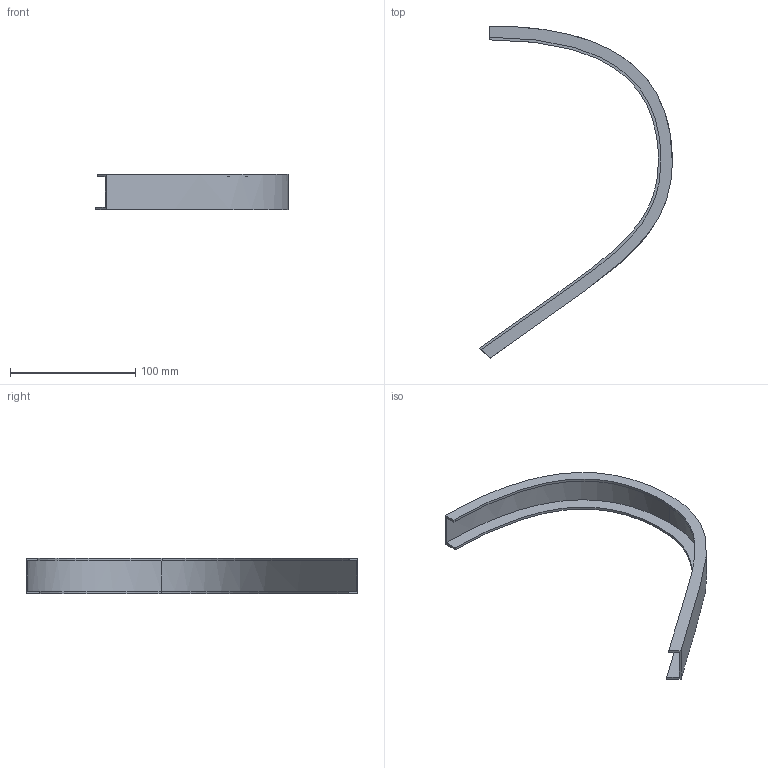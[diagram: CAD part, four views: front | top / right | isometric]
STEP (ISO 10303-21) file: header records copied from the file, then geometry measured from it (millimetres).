
FILE_DESCRIPTION (( 'STEP AP203' ), '1' );
FILE_NAME ('EAR-Support_LED_P2.STEP', '2026-01-20T11:21:56', ( '' ), ( '' ), 'SwSTEP 2.0', 'SolidWorks 2024', '' );
FILE_SCHEMA (( 'CONFIG_CONTROL_DESIGN' ));
Length unit declared in the file: millimetre
Products named in the file (1): EAR-Support_LED_P2
Bounding box: 153.54 x 264.77 x 28 mm (x, y, z)
Volume: 28593.3 mm3; surface area: 40044.2 mm2
Topology: 1 solids, 1 shells, 16 faces, 42 edges, 28 vertices
Faces by surface type: plane 8, bspline 8
Entity records: 1118 total; most frequent: CARTESIAN_POINT 700, ORIENTED_EDGE 84, DIRECTION 44, EDGE_CURVE 42, VERTEX_POINT 28, LINE 26, VECTOR 26, B_SPLINE_CURVE_WITH_KNOTS 16
